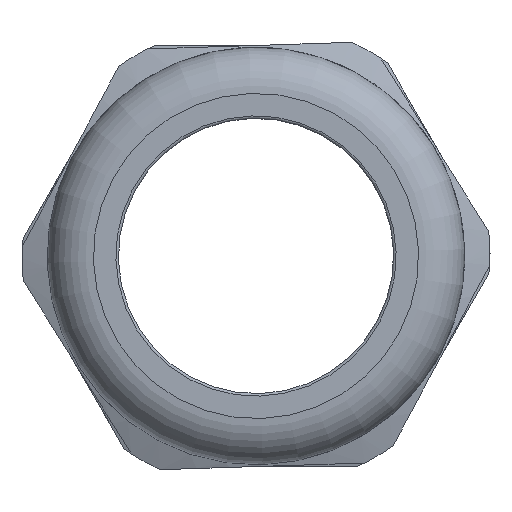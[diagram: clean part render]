
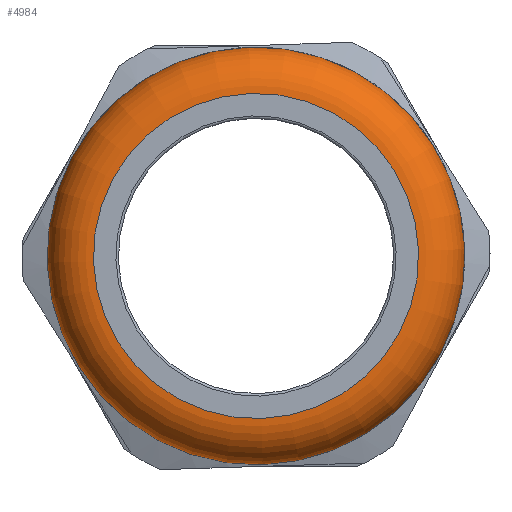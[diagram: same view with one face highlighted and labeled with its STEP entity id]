
A CAD part, left-side view. The second image highlights one B-rep face of the part: STEP entity #4984.
In plain terms, the highlighted toroidal (fillet/blend) face has major radius 19.32 mm and minor radius 5.48 mm.
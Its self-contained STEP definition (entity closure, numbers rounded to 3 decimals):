
#1107=FACE_BOUND('',#1485,.T.);
#1176=FACE_OUTER_BOUND('',#1484,.T.);
#1484=EDGE_LOOP('',(#3519));
#1485=EDGE_LOOP('',(#3520));
#1800=CIRCLE('',#5311,19.32);
#1818=CIRCLE('',#5349,24.8);
#2124=VERTEX_POINT('',#7536);
#2160=VERTEX_POINT('',#10239);
#2643=EDGE_CURVE('',#2124,#2124,#1800,.T.);
#2696=EDGE_CURVE('',#2160,#2160,#1818,.T.);
#3519=ORIENTED_EDGE('',*,*,#2696,.F.);
#3520=ORIENTED_EDGE('',*,*,#2643,.T.);
#4926=TOROIDAL_SURFACE('',#5348,19.32,5.48);
#4984=ADVANCED_FACE('',(#1176,#1107),#4926,.T.);
#5311=AXIS2_PLACEMENT_3D('',#7537,#5955,#5956);
#5348=AXIS2_PLACEMENT_3D('',#10238,#6044,#6045);
#5349=AXIS2_PLACEMENT_3D('',#10240,#6046,#6047);
#5955=DIRECTION('center_axis',(1.,0.,0.));
#5956=DIRECTION('ref_axis',(0.,0.,-1.));
#6044=DIRECTION('center_axis',(1.,0.,0.));
#6045=DIRECTION('ref_axis',(0.,0.,-1.));
#6046=DIRECTION('center_axis',(1.,0.,0.));
#6047=DIRECTION('ref_axis',(0.,0.,-1.));
#7536=CARTESIAN_POINT('',(-30.97,19.32,0.));
#7537=CARTESIAN_POINT('Origin',(-30.97,0.,0.));
#10238=CARTESIAN_POINT('Origin',(-25.49,0.,0.));
#10239=CARTESIAN_POINT('',(-25.49,24.8,0.));
#10240=CARTESIAN_POINT('Origin',(-25.49,0.,0.));
